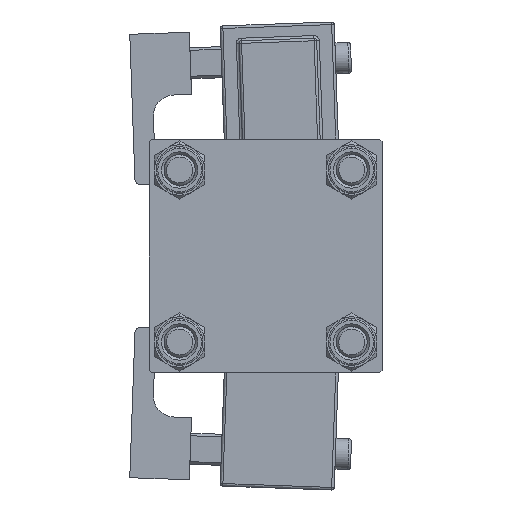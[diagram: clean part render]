
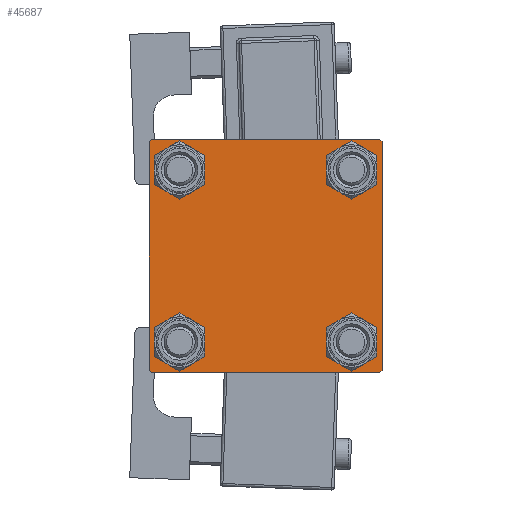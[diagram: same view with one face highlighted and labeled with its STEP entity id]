
A CAD part, left-side view. The second image highlights one B-rep face of the part: STEP entity #45687.
In plain terms, the highlighted planar face has unit normal (-1, 0, 0).
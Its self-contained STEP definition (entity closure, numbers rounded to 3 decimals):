
#1044 = LINE ( 'NONE', #34504, #1797 ) ;
#1544 = CARTESIAN_POINT ( 'NONE',  ( 0., -22.25, 22.25 ) ) ;
#1575 = EDGE_LOOP ( 'NONE', ( #9440, #40957, #8164, #49410, #16267, #37956, #31962, #16905 ) ) ;
#1797 = VECTOR ( 'NONE', #26279, 1000. ) ;
#1928 = CARTESIAN_POINT ( 'NONE',  ( 0., -16.6, 13.1 ) ) ;
#2594 = EDGE_CURVE ( 'NONE', #8420, #29707, #38046, .T. ) ;
#3053 = DIRECTION ( 'NONE',  ( 0., 0., -1. ) ) ;
#3784 = ORIENTED_EDGE ( 'NONE', *, *, #49904, .T. ) ;
#4696 = DIRECTION ( 'NONE',  ( 0., 0., 1. ) ) ;
#5039 = CARTESIAN_POINT ( 'NONE',  ( 0., 16.6, 13.1 ) ) ;
#5138 = EDGE_CURVE ( 'NONE', #49536, #53461, #40774, .T. ) ;
#6068 = CIRCLE ( 'NONE', #41994, 3.5 ) ;
#6811 = FACE_BOUND ( 'NONE', #17879, .T. ) ;
#7605 = DIRECTION ( 'NONE',  ( -1., 0., 0. ) ) ;
#8164 = ORIENTED_EDGE ( 'NONE', *, *, #45792, .T. ) ;
#8420 = VERTEX_POINT ( 'NONE', #39574 ) ;
#9128 = VERTEX_POINT ( 'NONE', #34573 ) ;
#9382 = CARTESIAN_POINT ( 'NONE',  ( 0., 22., -22.5 ) ) ;
#9440 = ORIENTED_EDGE ( 'NONE', *, *, #16676, .T. ) ;
#9757 = ORIENTED_EDGE ( 'NONE', *, *, #54107, .T. ) ;
#10143 = ORIENTED_EDGE ( 'NONE', *, *, #34781, .T. ) ;
#11234 = CARTESIAN_POINT ( 'NONE',  ( 0., 16.6, -16.6 ) ) ;
#11725 = PLANE ( 'NONE',  #18129 ) ;
#11872 = AXIS2_PLACEMENT_3D ( 'NONE', #32693, #33239, #37076 ) ;
#12157 = CIRCLE ( 'NONE', #31419, 3.5 ) ;
#12320 = CARTESIAN_POINT ( 'NONE',  ( 0., -16.6, 20.1 ) ) ;
#12365 = LINE ( 'NONE', #24424, #53020 ) ;
#12534 = CARTESIAN_POINT ( 'NONE',  ( 0., -16.6, -13.1 ) ) ;
#12771 = VERTEX_POINT ( 'NONE', #12320 ) ;
#13154 = ORIENTED_EDGE ( 'NONE', *, *, #17248, .T. ) ;
#13358 = DIRECTION ( 'NONE',  ( 0., -1., 0. ) ) ;
#14587 = CARTESIAN_POINT ( 'NONE',  ( 0., 22.5, -22. ) ) ;
#15136 = CARTESIAN_POINT ( 'NONE',  ( 0., 22.5, 22.5 ) ) ;
#15575 = VERTEX_POINT ( 'NONE', #9382 ) ;
#15859 = FACE_BOUND ( 'NONE', #35088, .T. ) ;
#16267 = ORIENTED_EDGE ( 'NONE', *, *, #38943, .F. ) ;
#16676 = EDGE_CURVE ( 'NONE', #30695, #27943, #40632, .T. ) ;
#16867 = CIRCLE ( 'NONE', #23861, 3.5 ) ;
#16905 = ORIENTED_EDGE ( 'NONE', *, *, #28840, .T. ) ;
#16933 = DIRECTION ( 'NONE',  ( 0., -0.707, -0.707 ) ) ;
#17248 = EDGE_CURVE ( 'NONE', #53461, #49536, #6068, .T. ) ;
#17879 = EDGE_LOOP ( 'NONE', ( #42627, #23738 ) ) ;
#18129 = AXIS2_PLACEMENT_3D ( 'NONE', #28451, #7605, #24334 ) ;
#18556 = CARTESIAN_POINT ( 'NONE',  ( 0., -22.5, 22. ) ) ;
#18650 = VERTEX_POINT ( 'NONE', #26229 ) ;
#18821 = AXIS2_PLACEMENT_3D ( 'NONE', #22856, #40133, #40403 ) ;
#19464 = ORIENTED_EDGE ( 'NONE', *, *, #20664, .T. ) ;
#19937 = EDGE_LOOP ( 'NONE', ( #9757, #3784 ) ) ;
#20057 = DIRECTION ( 'NONE',  ( 1., 0., 0. ) ) ;
#20205 = AXIS2_PLACEMENT_3D ( 'NONE', #24411, #20057, #35956 ) ;
#20664 = EDGE_CURVE ( 'NONE', #12771, #51484, #50906, .T. ) ;
#20780 = CARTESIAN_POINT ( 'NONE',  ( 0., 22.5, -22.5 ) ) ;
#21105 = VECTOR ( 'NONE', #46992, 1000. ) ;
#21440 = DIRECTION ( 'NONE',  ( 1., 0., 0. ) ) ;
#22147 = CARTESIAN_POINT ( 'NONE',  ( 0., -16.6, -20.1 ) ) ;
#22335 = CARTESIAN_POINT ( 'NONE',  ( 0., 22., 22.5 ) ) ;
#22519 = DIRECTION ( 'NONE',  ( 1., 0., 0. ) ) ;
#22856 = CARTESIAN_POINT ( 'NONE',  ( 0., 16.6, 16.6 ) ) ;
#23309 = DIRECTION ( 'NONE',  ( 1., 0., 0. ) ) ;
#23613 = CARTESIAN_POINT ( 'NONE',  ( 0., 16.6, -20.1 ) ) ;
#23738 = ORIENTED_EDGE ( 'NONE', *, *, #39550, .T. ) ;
#23835 = DIRECTION ( 'NONE',  ( 0., 0., 1. ) ) ;
#23861 = AXIS2_PLACEMENT_3D ( 'NONE', #29112, #21440, #4696 ) ;
#24334 = DIRECTION ( 'NONE',  ( 0., 0., 1. ) ) ;
#24411 = CARTESIAN_POINT ( 'NONE',  ( 0., -16.6, 16.6 ) ) ;
#24424 = CARTESIAN_POINT ( 'NONE',  ( 0., -22.5, 22.5 ) ) ;
#24599 = FACE_BOUND ( 'NONE', #47053, .T. ) ;
#25034 = CARTESIAN_POINT ( 'NONE',  ( 0., 16.6, 16.6 ) ) ;
#25930 = EDGE_CURVE ( 'NONE', #52389, #18650, #51936, .T. ) ;
#26229 = CARTESIAN_POINT ( 'NONE',  ( 0., -22., 22.5 ) ) ;
#26279 = DIRECTION ( 'NONE',  ( 0., -0.707, 0.707 ) ) ;
#26299 = VERTEX_POINT ( 'NONE', #12534 ) ;
#26584 = AXIS2_PLACEMENT_3D ( 'NONE', #38976, #22519, #51871 ) ;
#27735 = DIRECTION ( 'NONE',  ( 0., 0., -1. ) ) ;
#27943 = VERTEX_POINT ( 'NONE', #14587 ) ;
#28156 = ORIENTED_EDGE ( 'NONE', *, *, #5138, .T. ) ;
#28451 = CARTESIAN_POINT ( 'NONE',  ( 0., 0., 0. ) ) ;
#28840 = EDGE_CURVE ( 'NONE', #52389, #30695, #34650, .T. ) ;
#28940 = VERTEX_POINT ( 'NONE', #47536 ) ;
#29058 = VECTOR ( 'NONE', #16933, 1000. ) ;
#29112 = CARTESIAN_POINT ( 'NONE',  ( 0., -16.6, -16.6 ) ) ;
#29707 = VERTEX_POINT ( 'NONE', #5039 ) ;
#30359 = VECTOR ( 'NONE', #13358, 1000. ) ;
#30637 = EDGE_CURVE ( 'NONE', #32696, #18650, #52295, .T. ) ;
#30695 = VERTEX_POINT ( 'NONE', #47257 ) ;
#30891 = DIRECTION ( 'NONE',  ( 0., 0.707, 0.707 ) ) ;
#31037 = AXIS2_PLACEMENT_3D ( 'NONE', #25034, #45882, #54127 ) ;
#31419 = AXIS2_PLACEMENT_3D ( 'NONE', #36977, #32326, #23835 ) ;
#31589 = VECTOR ( 'NONE', #31888, 1000. ) ;
#31664 = VECTOR ( 'NONE', #30891, 1000. ) ;
#31888 = DIRECTION ( 'NONE',  ( 0., -1., 0. ) ) ;
#31962 = ORIENTED_EDGE ( 'NONE', *, *, #25930, .F. ) ;
#32326 = DIRECTION ( 'NONE',  ( 1., 0., 0. ) ) ;
#32693 = CARTESIAN_POINT ( 'NONE',  ( 0., 16.6, -16.6 ) ) ;
#32696 = VERTEX_POINT ( 'NONE', #18556 ) ;
#33115 = CARTESIAN_POINT ( 'NONE',  ( 0., 22.25, -22.25 ) ) ;
#33191 = VECTOR ( 'NONE', #27735, 1000. ) ;
#33239 = DIRECTION ( 'NONE',  ( 1., 0., 0. ) ) ;
#34191 = LINE ( 'NONE', #33115, #29058 ) ;
#34504 = CARTESIAN_POINT ( 'NONE',  ( 0., -22.25, -22.25 ) ) ;
#34573 = CARTESIAN_POINT ( 'NONE',  ( 0., -22.5, -22. ) ) ;
#34650 = LINE ( 'NONE', #47265, #21105 ) ;
#34781 = EDGE_CURVE ( 'NONE', #51484, #12771, #41452, .T. ) ;
#35088 = EDGE_LOOP ( 'NONE', ( #28156, #13154 ) ) ;
#35956 = DIRECTION ( 'NONE',  ( 0., 0., 1. ) ) ;
#36977 = CARTESIAN_POINT ( 'NONE',  ( 0., -16.6, -16.6 ) ) ;
#37076 = DIRECTION ( 'NONE',  ( 0., 0., 1. ) ) ;
#37956 = ORIENTED_EDGE ( 'NONE', *, *, #30637, .T. ) ;
#38046 = CIRCLE ( 'NONE', #18821, 3.5 ) ;
#38943 = EDGE_CURVE ( 'NONE', #32696, #9128, #12365, .T. ) ;
#38976 = CARTESIAN_POINT ( 'NONE',  ( 0., -16.6, 16.6 ) ) ;
#39550 = EDGE_CURVE ( 'NONE', #29707, #8420, #50309, .T. ) ;
#39574 = CARTESIAN_POINT ( 'NONE',  ( 0., 16.6, 20.1 ) ) ;
#40133 = DIRECTION ( 'NONE',  ( 1., 0., 0. ) ) ;
#40371 = CARTESIAN_POINT ( 'NONE',  ( 0., 16.6, -13.1 ) ) ;
#40403 = DIRECTION ( 'NONE',  ( 0., 0., 1. ) ) ;
#40632 = LINE ( 'NONE', #15136, #33191 ) ;
#40774 = CIRCLE ( 'NONE', #11872, 3.5 ) ;
#40957 = ORIENTED_EDGE ( 'NONE', *, *, #52711, .T. ) ;
#41452 = CIRCLE ( 'NONE', #26584, 3.5 ) ;
#41994 = AXIS2_PLACEMENT_3D ( 'NONE', #11234, #23309, #52409 ) ;
#42427 = LINE ( 'NONE', #20780, #30359 ) ;
#42627 = ORIENTED_EDGE ( 'NONE', *, *, #2594, .T. ) ;
#43436 = CARTESIAN_POINT ( 'NONE',  ( 0., 22.5, 22.5 ) ) ;
#45687 = ADVANCED_FACE ( 'NONE', ( #24599, #53428, #15859, #6811, #49308 ), #11725, .T. ) ;
#45792 = EDGE_CURVE ( 'NONE', #15575, #28940, #42427, .T. ) ;
#45882 = DIRECTION ( 'NONE',  ( 1., 0., 0. ) ) ;
#46992 = DIRECTION ( 'NONE',  ( 0., 0.707, -0.707 ) ) ;
#47053 = EDGE_LOOP ( 'NONE', ( #19464, #10143 ) ) ;
#47257 = CARTESIAN_POINT ( 'NONE',  ( 0., 22.5, 22. ) ) ;
#47265 = CARTESIAN_POINT ( 'NONE',  ( 0., 22.25, 22.25 ) ) ;
#47536 = CARTESIAN_POINT ( 'NONE',  ( 0., -22., -22.5 ) ) ;
#48726 = VERTEX_POINT ( 'NONE', #22147 ) ;
#49308 = FACE_OUTER_BOUND ( 'NONE', #1575, .T. ) ;
#49410 = ORIENTED_EDGE ( 'NONE', *, *, #50963, .T. ) ;
#49536 = VERTEX_POINT ( 'NONE', #40371 ) ;
#49904 = EDGE_CURVE ( 'NONE', #48726, #26299, #12157, .T. ) ;
#50309 = CIRCLE ( 'NONE', #31037, 3.5 ) ;
#50906 = CIRCLE ( 'NONE', #20205, 3.5 ) ;
#50963 = EDGE_CURVE ( 'NONE', #28940, #9128, #1044, .T. ) ;
#51484 = VERTEX_POINT ( 'NONE', #1928 ) ;
#51871 = DIRECTION ( 'NONE',  ( 0., 0., 1. ) ) ;
#51936 = LINE ( 'NONE', #43436, #31589 ) ;
#52295 = LINE ( 'NONE', #1544, #31664 ) ;
#52389 = VERTEX_POINT ( 'NONE', #22335 ) ;
#52409 = DIRECTION ( 'NONE',  ( 0., 0., 1. ) ) ;
#52711 = EDGE_CURVE ( 'NONE', #27943, #15575, #34191, .T. ) ;
#53020 = VECTOR ( 'NONE', #3053, 1000. ) ;
#53428 = FACE_BOUND ( 'NONE', #19937, .T. ) ;
#53461 = VERTEX_POINT ( 'NONE', #23613 ) ;
#54107 = EDGE_CURVE ( 'NONE', #26299, #48726, #16867, .T. ) ;
#54127 = DIRECTION ( 'NONE',  ( 0., 0., 1. ) ) ;
